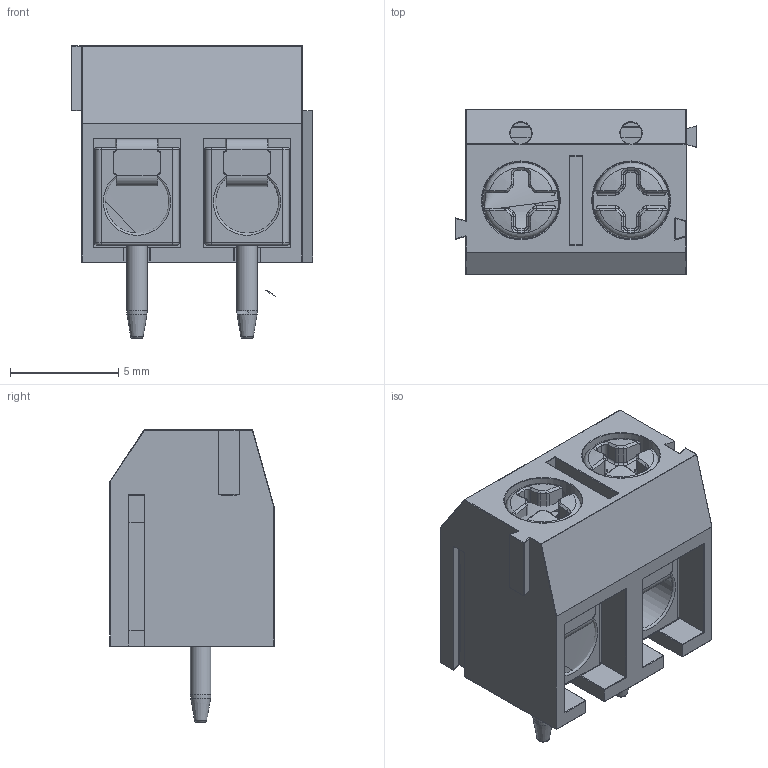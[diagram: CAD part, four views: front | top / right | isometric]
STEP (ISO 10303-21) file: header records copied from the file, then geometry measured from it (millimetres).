
FILE_DESCRIPTION(('FreeCAD Model'),'2;1');
FILE_NAME('Open CASCADE Shape Model','2021-12-24T11:18:00',( 'kicad StepUp'),('ksu MCAD'),'Open CASCADE STEP processor 7.5', 'FreeCAD','Unknown');
FILE_SCHEMA(('AUTOMOTIVE_DESIGN { 1 0 10303 214 1 1 1 1 }'));
Length unit declared in the file: millimetre
Products named in the file (1): ____________________________v1_cp
Bounding box: 11.16 x 7.6 x 13.5 mm (x, y, z)
Volume: 443.1 mm3; surface area: 1370 mm2
Topology: 5 solids, 7 shells, 671 faces, 1588 edges, 928 vertices
Faces by surface type: cylinder 239, bspline 157, plane 143, torus 95, sphere 35, cone 2
Full cylindrical faces by diameter (mm): 0.95 x2, 1 x2, 2 x2, 2.9 x1, 3.5 x1, 3.6 x2
Entity records: 26446 total; most frequent: CARTESIAN_POINT 7061, ORIENTED_EDGE 3136, DIRECTION 2953, EDGE_CURVE 1568, AXIS2_PLACEMENT_3D 1140, VERTEX_POINT 919, FACE_BOUND 677, EDGE_LOOP 677
